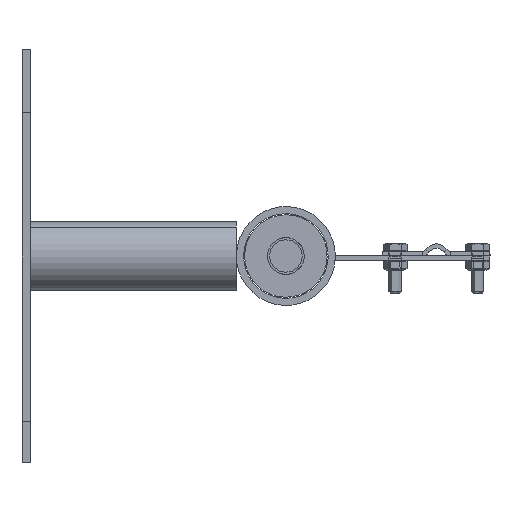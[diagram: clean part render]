
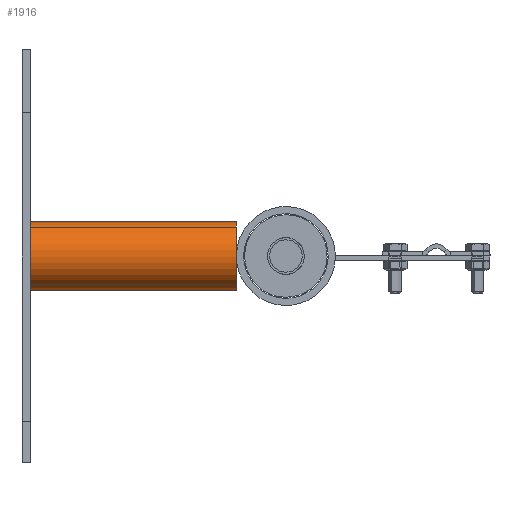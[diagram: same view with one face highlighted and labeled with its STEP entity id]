
A CAD part, front view. The second image highlights one B-rep face of the part: STEP entity #1916.
In plain terms, the highlighted cylindrical face has radius 16.75 mm (diameter 33.5 mm), a full revolution.
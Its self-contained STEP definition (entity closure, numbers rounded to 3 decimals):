
#227=CYLINDRICAL_SURFACE('',#2383,16.75);
#342=CIRCLE('',#2384,16.75);
#343=CIRCLE('',#2385,16.75);
#453=FACE_OUTER_BOUND('',#606,.T.);
#606=EDGE_LOOP('',(#1665,#1666,#1667,#1668));
#739=LINE('',#3533,#858);
#858=VECTOR('',#2922,16.75);
#998=VERTEX_POINT('',#3530);
#999=VERTEX_POINT('',#3532);
#1225=EDGE_CURVE('',#998,#998,#342,.T.);
#1226=EDGE_CURVE('',#998,#999,#739,.T.);
#1227=EDGE_CURVE('',#999,#999,#343,.T.);
#1665=ORIENTED_EDGE('',*,*,#1225,.F.);
#1666=ORIENTED_EDGE('',*,*,#1226,.T.);
#1667=ORIENTED_EDGE('',*,*,#1227,.T.);
#1668=ORIENTED_EDGE('',*,*,#1226,.F.);
#1916=ADVANCED_FACE('',(#453),#227,.T.);
#2383=AXIS2_PLACEMENT_3D('',#3529,#2918,#2919);
#2384=AXIS2_PLACEMENT_3D('',#3531,#2920,#2921);
#2385=AXIS2_PLACEMENT_3D('',#3534,#2923,#2924);
#2918=DIRECTION('center_axis',(0.,0.,1.));
#2919=DIRECTION('ref_axis',(1.,0.,0.));
#2920=DIRECTION('center_axis',(0.,0.,1.));
#2921=DIRECTION('ref_axis',(1.,0.,0.));
#2922=DIRECTION('',(0.,0.,-1.));
#2923=DIRECTION('center_axis',(0.,0.,1.));
#2924=DIRECTION('ref_axis',(1.,0.,0.));
#3529=CARTESIAN_POINT('Origin',(0.,0.,0.));
#3530=CARTESIAN_POINT('',(-16.75,0.,100.));
#3531=CARTESIAN_POINT('Origin',(0.,0.,100.));
#3532=CARTESIAN_POINT('',(-16.75,0.,0.));
#3533=CARTESIAN_POINT('',(-16.75,0.,0.));
#3534=CARTESIAN_POINT('Origin',(0.,0.,0.));
